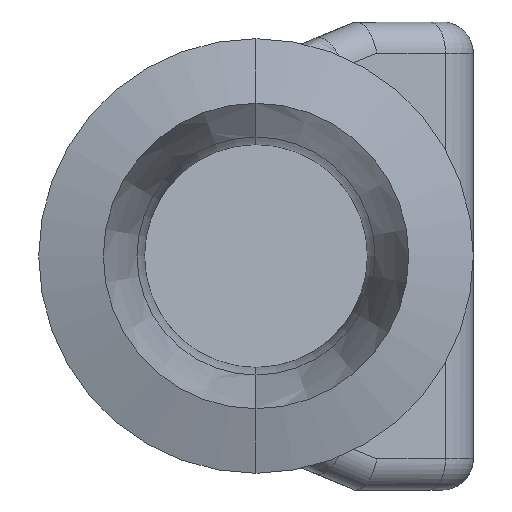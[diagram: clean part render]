
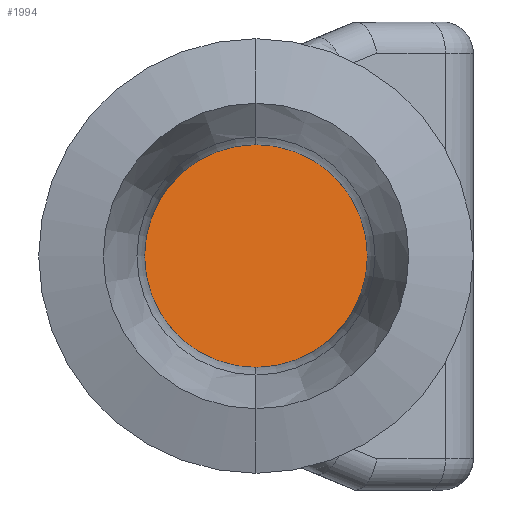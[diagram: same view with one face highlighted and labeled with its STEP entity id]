
A CAD part, left-side view. The second image highlights one B-rep face of the part: STEP entity #1994.
In plain terms, the highlighted planar face has unit normal (-0.866, -0.5, 0).
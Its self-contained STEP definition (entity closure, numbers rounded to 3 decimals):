
#114 = PLANE ( 'NONE',  #1900 ) ;
#249 = FACE_OUTER_BOUND ( 'NONE', #885, .T. ) ;
#335 = CARTESIAN_POINT ( 'NONE',  ( 123.36, -20., 10. ) ) ;
#412 =( BOUNDED_CURVE ( )  B_SPLINE_CURVE ( 3, ( #432, #1042, #1670, #1661 ),
 .UNSPECIFIED., .F., .F. ) 
 B_SPLINE_CURVE_WITH_KNOTS ( ( 4, 4 ),
 ( 4.712, 7.854 ),
 .UNSPECIFIED. ) 
 CURVE ( )  GEOMETRIC_REPRESENTATION_ITEM ( )  RATIONAL_B_SPLINE_CURVE ( ( 1., 0.333, 0.333, 1. ) ) 
 REPRESENTATION_ITEM ( '' )  );
#432 = CARTESIAN_POINT ( 'NONE',  ( 111.813, 0., 10. ) ) ;
#539 = DIRECTION ( 'NONE',  ( 0.5, -0.866, 0. ) ) ;
#600 = VERTEX_POINT ( 'NONE', #1595 ) ;
#719 = ORIENTED_EDGE ( 'NONE', *, *, #1955, .T. ) ;
#876 = ORIENTED_EDGE ( 'NONE', *, *, #1431, .T. ) ;
#885 = EDGE_LOOP ( 'NONE', ( #719, #876 ) ) ;
#1040 = VERTEX_POINT ( 'NONE', #1897 ) ;
#1042 = CARTESIAN_POINT ( 'NONE',  ( 100.266, 20., 10. ) ) ;
#1229 =( BOUNDED_CURVE ( )  B_SPLINE_CURVE ( 3, ( #1432, #1578, #335, #1569 ),
 .UNSPECIFIED., .F., .F. ) 
 B_SPLINE_CURVE_WITH_KNOTS ( ( 4, 4 ),
 ( 1.571, 4.712 ),
 .UNSPECIFIED. ) 
 CURVE ( )  GEOMETRIC_REPRESENTATION_ITEM ( )  RATIONAL_B_SPLINE_CURVE ( ( 1., 0.333, 0.333, 1. ) ) 
 REPRESENTATION_ITEM ( '' )  );
#1310 = DIRECTION ( 'NONE',  ( -0.866, -0.5, 0. ) ) ;
#1431 = EDGE_CURVE ( 'NONE', #600, #1040, #1229, .T. ) ;
#1432 = CARTESIAN_POINT ( 'NONE',  ( 111.813, 0., -10. ) ) ;
#1569 = CARTESIAN_POINT ( 'NONE',  ( 111.813, 0., 10. ) ) ;
#1578 = CARTESIAN_POINT ( 'NONE',  ( 123.36, -20., -10. ) ) ;
#1595 = CARTESIAN_POINT ( 'NONE',  ( 111.813, 0., -10. ) ) ;
#1661 = CARTESIAN_POINT ( 'NONE',  ( 111.813, 0., -10. ) ) ;
#1670 = CARTESIAN_POINT ( 'NONE',  ( 100.266, 20., -10. ) ) ;
#1897 = CARTESIAN_POINT ( 'NONE',  ( 111.813, 0., 10. ) ) ;
#1900 = AXIS2_PLACEMENT_3D ( 'NONE', #1911, #1310, #539 ) ;
#1911 = CARTESIAN_POINT ( 'NONE',  ( 121.917, -17.5, -65.163 ) ) ;
#1955 = EDGE_CURVE ( 'NONE', #1040, #600, #412, .T. ) ;
#1994 = ADVANCED_FACE ( 'NONE', ( #249 ), #114, .T. ) ;
